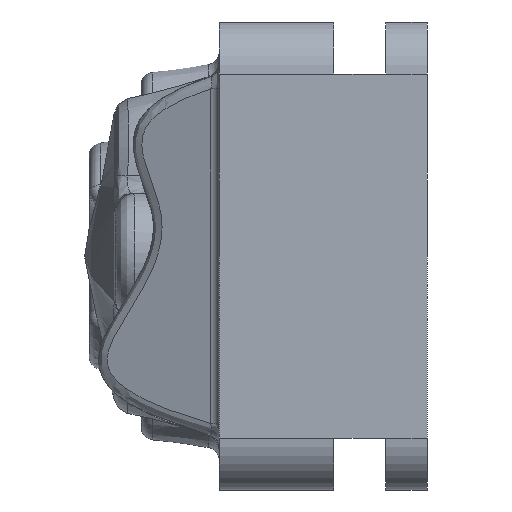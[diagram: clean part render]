
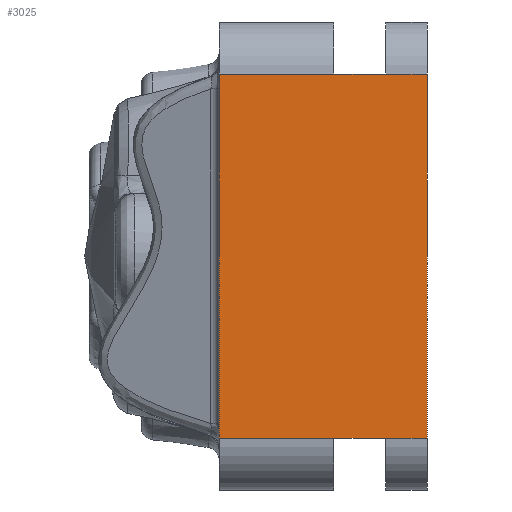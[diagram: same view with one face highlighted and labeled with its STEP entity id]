
A CAD part, left-side view. The second image highlights one B-rep face of the part: STEP entity #3025.
In plain terms, the highlighted planar face has unit normal (-1, 0, 0).
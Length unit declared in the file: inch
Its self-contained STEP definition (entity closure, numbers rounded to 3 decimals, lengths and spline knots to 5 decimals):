
#142=LINE('',#11932,#266);
#143=LINE('',#11938,#267);
#146=LINE('',#11950,#270);
#147=LINE('',#11953,#271);
#148=LINE('',#11955,#272);
#149=LINE('',#11956,#273);
#150=LINE('',#11957,#274);
#151=LINE('',#11958,#275);
#266=VECTOR('',#3639,1.1);
#267=VECTOR('',#3644,0.4);
#270=VECTOR('',#3655,0.4);
#271=VECTOR('',#3658,3.5);
#272=VECTOR('',#3659,1.1);
#273=VECTOR('',#3660,0.5);
#274=VECTOR('',#3661,3.5);
#275=VECTOR('',#3662,0.5);
#376=PLANE('',#3249);
#651=FACE_OUTER_BOUND('',#851,.T.);
#851=EDGE_LOOP('',(#2001,#2002,#2003,#2004,#2005,#2006,#2007,#2008));
#1191=VERTEX_POINT('',#11926);
#1193=VERTEX_POINT('',#11930);
#1194=VERTEX_POINT('',#11934);
#1196=VERTEX_POINT('',#11937);
#1199=VERTEX_POINT('',#11944);
#1201=VERTEX_POINT('',#11948);
#1202=VERTEX_POINT('',#11952);
#1203=VERTEX_POINT('',#11954);
#1484=EDGE_CURVE('',#1191,#1193,#142,.F.);
#1486=EDGE_CURVE('',#1196,#1194,#143,.F.);
#1492=EDGE_CURVE('',#1199,#1201,#146,.T.);
#1493=EDGE_CURVE('',#1202,#1193,#147,.T.);
#1494=EDGE_CURVE('',#1202,#1203,#148,.T.);
#1495=EDGE_CURVE('',#1203,#1199,#149,.T.);
#1496=EDGE_CURVE('',#1201,#1196,#150,.T.);
#1497=EDGE_CURVE('',#1194,#1191,#151,.T.);
#2001=ORIENTED_EDGE('',*,*,#1493,.F.);
#2002=ORIENTED_EDGE('',*,*,#1494,.T.);
#2003=ORIENTED_EDGE('',*,*,#1495,.T.);
#2004=ORIENTED_EDGE('',*,*,#1492,.T.);
#2005=ORIENTED_EDGE('',*,*,#1496,.T.);
#2006=ORIENTED_EDGE('',*,*,#1486,.T.);
#2007=ORIENTED_EDGE('',*,*,#1497,.T.);
#2008=ORIENTED_EDGE('',*,*,#1484,.T.);
#3025=ADVANCED_FACE('',(#651),#376,.F.);
#3249=AXIS2_PLACEMENT_3D('',#11951,#3656,#3657);
#3639=DIRECTION('',(0.,-1.,0.));
#3644=DIRECTION('',(0.,-1.,0.));
#3655=DIRECTION('',(0.,-1.,0.));
#3656=DIRECTION('center_axis',(1.,0.,0.));
#3657=DIRECTION('ref_axis',(0.,0.,-1.));
#3658=DIRECTION('',(0.,0.,1.));
#3659=DIRECTION('',(0.,-1.,0.));
#3660=DIRECTION('',(0.,-1.,0.));
#3661=DIRECTION('',(0.,0.,1.));
#3662=DIRECTION('',(0.,1.,0.));
#11926=CARTESIAN_POINT('',(-8.58139,0.9,1.75));
#11930=CARTESIAN_POINT('',(-8.58139,2.,1.75));
#11932=CARTESIAN_POINT('',(-8.58139,2.,1.75));
#11934=CARTESIAN_POINT('',(-8.58139,0.4,1.75));
#11937=CARTESIAN_POINT('',(-8.58139,0.,1.75));
#11938=CARTESIAN_POINT('',(-8.58139,0.4,1.75));
#11944=CARTESIAN_POINT('',(-8.58139,0.4,-1.75));
#11948=CARTESIAN_POINT('',(-8.58139,0.,-1.75));
#11950=CARTESIAN_POINT('',(-8.58139,0.4,-1.75));
#11951=CARTESIAN_POINT('Origin',(-8.58139,2.,2.25));
#11952=CARTESIAN_POINT('',(-8.58139,2.,-1.75));
#11953=CARTESIAN_POINT('',(-8.58139,2.,-1.75));
#11954=CARTESIAN_POINT('',(-8.58139,0.9,-1.75));
#11955=CARTESIAN_POINT('',(-8.58139,2.,-1.75));
#11956=CARTESIAN_POINT('',(-8.58139,0.9,-1.75));
#11957=CARTESIAN_POINT('',(-8.58139,0.,-1.75));
#11958=CARTESIAN_POINT('',(-8.58139,0.4,1.75));
